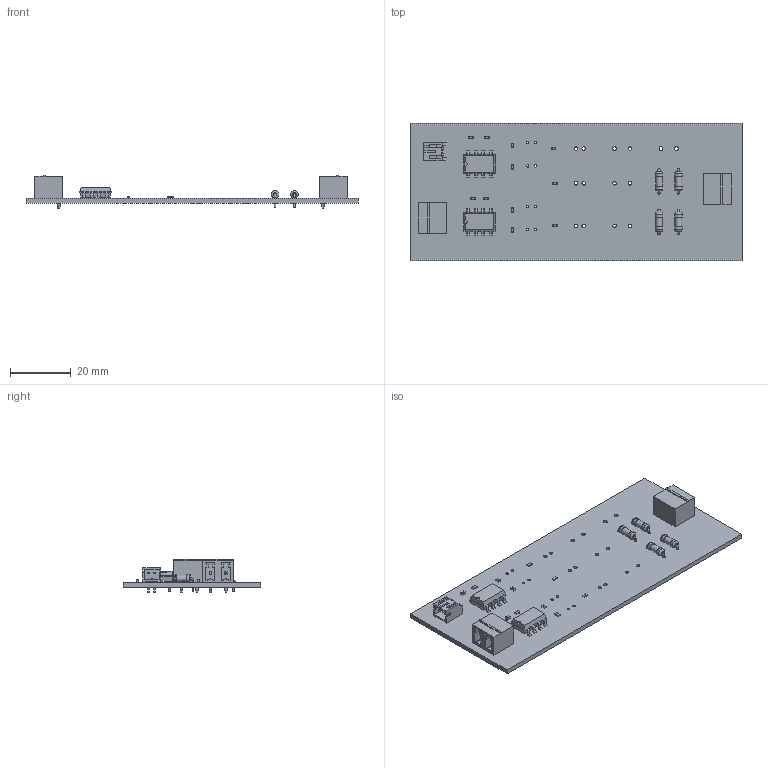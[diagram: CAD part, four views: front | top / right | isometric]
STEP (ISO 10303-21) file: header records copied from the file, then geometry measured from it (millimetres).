
FILE_DESCRIPTION(('KiCad electronic assembly'),'2;1');
FILE_NAME('precharge3relay.step','2020-05-12T11:12:46',('An Author'),( 'A Company'),'Open CASCADE STEP processor 6.9', 'KiCad to STEP converter','Unknown');
FILE_SCHEMA(('AUTOMOTIVE_DESIGN { 1 0 10303 214 1 1 1 1 }'));
Length unit declared in the file: millimetre
Products named in the file (14): Open CASCADE STEP translator 6.9 1; C_0603_1608Metric; SOLID; PhoenixContact_MC_1,5_2-G-5.08_1x02_P5.08mm_Horizontal; JST_PH_S2B-PH-K_1x02_P2.00mm_Horizontal; R_0603_1608Metric; R_Axial_DIN0207_L6.3mm_D2.5mm_P7.62mm_Horizontal; DIP-8_W7.62mm_SMDSocket; COMPOUND
Assembly tree (27 placements, depth 3):
  Open CASCADE STEP translator 6.9 1
    C_0603_1608Metric  x2
      SOLID
    PhoenixContact_MC_1,5_2-G-5.08_1x02_P5.08mm_Horizontal  x2
      SOLID
    JST_PH_S2B-PH-K_1x02_P2.00mm_Horizontal
      SOLID
    R_0603_1608Metric  x9
      SOLID
    R_Axial_DIN0207_L6.3mm_D2.5mm_P7.62mm_Horizontal  x4
      SOLID
    DIP-8_W7.62mm_SMDSocket  x2
      SOLID
    COMPOUND
Bounding box: 109.22 x 45.09 x 10.95 mm (x, y, z)
Volume: 9415.1 mm3; surface area: 13278.8 mm2
Topology: 21 solids, 21 shells, 950 faces, 2416 edges, 1540 vertices
Faces by surface type: plane 650, cylinder 228, bspline 56, torus 16
Full cylindrical faces by diameter (mm): 0.6 x8, 0.75 x2, 0.8 x16, 1.15 x12, 1.2 x4, 1.25 x2, 2.25 x4, 2.5 x8
Entity records: 33626 total; most frequent: CARTESIAN_POINT 6882, DIRECTION 4426, LINE 2971, VECTOR 2971, ORIENTED_EDGE 2326, PCURVE 2326, DEFINITIONAL_REPRESENTATION 2326, EDGE_CURVE 1163
